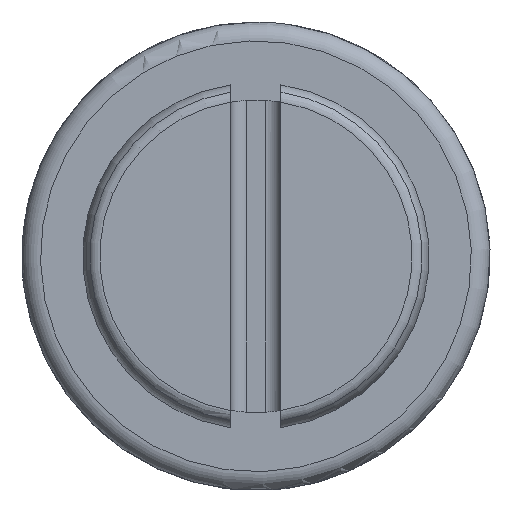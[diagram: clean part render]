
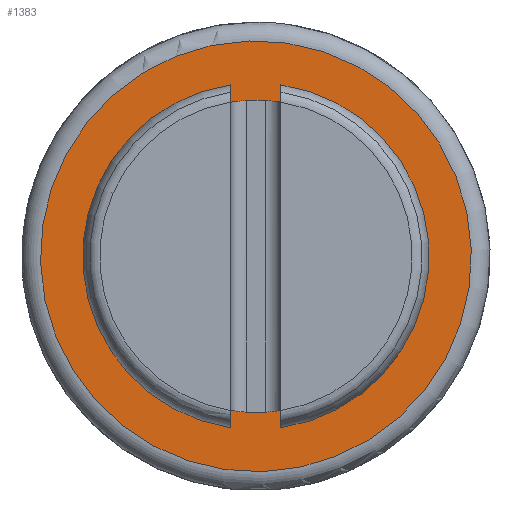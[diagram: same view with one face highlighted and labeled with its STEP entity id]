
A CAD part, left-side view. The second image highlights one B-rep face of the part: STEP entity #1383.
In plain terms, the highlighted planar face has unit normal (-1, 0, 0).
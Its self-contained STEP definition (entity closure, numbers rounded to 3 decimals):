
#14=FACE_BOUND('',#242,.T.);
#41=CIRCLE('',#1490,2.5);
#42=CIRCLE('',#1491,2.5);
#43=CIRCLE('',#1493,3.45);
#44=CIRCLE('',#1494,3.45);
#168=FACE_OUTER_BOUND('',#241,.T.);
#241=EDGE_LOOP('',(#983,#984));
#242=EDGE_LOOP('',(#985,#986));
#546=VERTEX_POINT('',#2284);
#547=VERTEX_POINT('',#2286);
#548=VERTEX_POINT('',#2290);
#549=VERTEX_POINT('',#2291);
#705=EDGE_CURVE('',#547,#546,#41,.T.);
#706=EDGE_CURVE('',#546,#547,#42,.T.);
#707=EDGE_CURVE('',#548,#549,#43,.T.);
#708=EDGE_CURVE('',#549,#548,#44,.T.);
#983=ORIENTED_EDGE('',*,*,#707,.T.);
#984=ORIENTED_EDGE('',*,*,#708,.T.);
#985=ORIENTED_EDGE('',*,*,#705,.T.);
#986=ORIENTED_EDGE('',*,*,#706,.T.);
#1251=PLANE('',#1499);
#1383=ADVANCED_FACE('',(#168,#14),#1251,.T.);
#1490=AXIS2_PLACEMENT_3D('',#2287,#1687,#1688);
#1491=AXIS2_PLACEMENT_3D('',#2288,#1689,#1690);
#1493=AXIS2_PLACEMENT_3D('',#2292,#1693,#1694);
#1494=AXIS2_PLACEMENT_3D('',#2293,#1695,#1696);
#1499=AXIS2_PLACEMENT_3D('',#2301,#1705,#1706);
#1687=DIRECTION('center_axis',(1.,0.,0.));
#1688=DIRECTION('ref_axis',(0.,-1.,0.));
#1689=DIRECTION('center_axis',(1.,0.,0.));
#1690=DIRECTION('ref_axis',(0.,-1.,0.));
#1693=DIRECTION('center_axis',(-1.,0.,0.));
#1694=DIRECTION('ref_axis',(0.,0.144,-0.99));
#1695=DIRECTION('center_axis',(-1.,0.,0.));
#1696=DIRECTION('ref_axis',(0.,0.144,-0.99));
#1705=DIRECTION('center_axis',(-1.,0.,0.));
#1706=DIRECTION('ref_axis',(0.,0.144,-0.99));
#2284=CARTESIAN_POINT('',(-10.225,0.979,4.751));
#2286=CARTESIAN_POINT('',(-10.225,-4.021,4.751));
#2287=CARTESIAN_POINT('Origin',(-10.225,-1.521,4.751));
#2288=CARTESIAN_POINT('Origin',(-10.225,-1.521,4.751));
#2290=CARTESIAN_POINT('',(-10.225,-4.935,4.255));
#2291=CARTESIAN_POINT('',(-10.225,-2.017,8.165));
#2292=CARTESIAN_POINT('Origin',(-10.225,-1.521,4.751));
#2293=CARTESIAN_POINT('Origin',(-10.225,-1.521,4.751));
#2301=CARTESIAN_POINT('Origin',(-10.225,-1.521,4.751));
